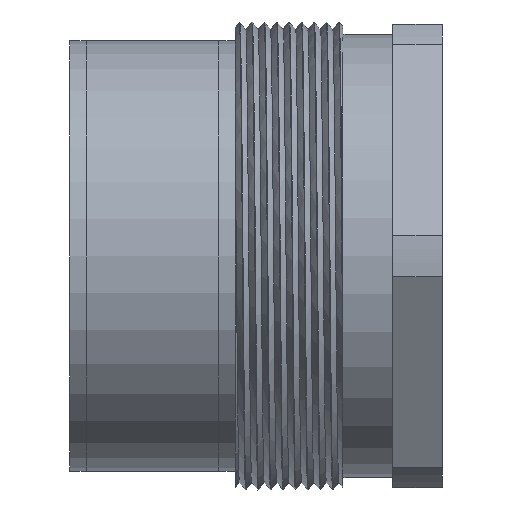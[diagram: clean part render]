
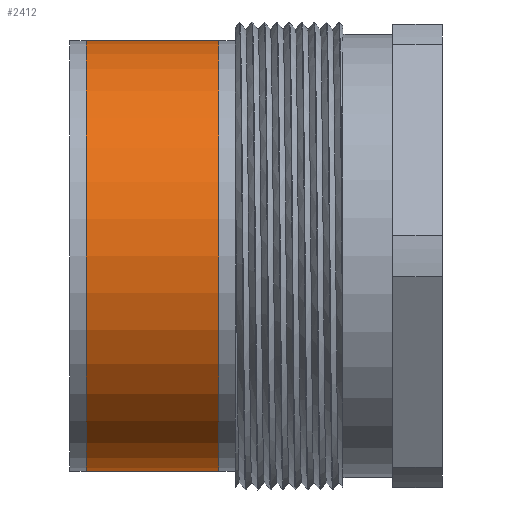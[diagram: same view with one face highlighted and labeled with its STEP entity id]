
A CAD part, left-side view. The second image highlights one B-rep face of the part: STEP entity #2412.
In plain terms, the highlighted cylindrical face has radius 13 mm (diameter 26 mm), a full revolution.
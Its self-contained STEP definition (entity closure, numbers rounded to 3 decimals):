
#6 = VERTEX_POINT ( 'NONE', #1292 ) ;
#38 = CYLINDRICAL_SURFACE ( 'NONE', #221, 13. ) ;
#44 = FACE_OUTER_BOUND ( 'NONE', #357, .T. ) ;
#46 = FACE_OUTER_BOUND ( 'NONE', #356, .T. ) ;
#57 = VERTEX_POINT ( 'NONE', #1295 ) ;
#188 = AXIS2_PLACEMENT_3D ( 'NONE', #1946, #1945, #1947 ) ;
#189 = CIRCLE ( 'NONE', #188, 13. ) ;
#195 = AXIS2_PLACEMENT_3D ( 'NONE', #1937, #1936, #1935 ) ;
#196 = CIRCLE ( 'NONE', #195, 13. ) ;
#221 = AXIS2_PLACEMENT_3D ( 'NONE', #883, #882, #1110 ) ;
#356 = EDGE_LOOP ( 'NONE', ( #404 ) ) ;
#357 = EDGE_LOOP ( 'NONE', ( #408 ) ) ;
#404 = ORIENTED_EDGE ( 'NONE', *, *, #2336, .F. ) ;
#408 = ORIENTED_EDGE ( 'NONE', *, *, #2339, .T. ) ;
#882 = DIRECTION ( 'NONE',  ( 0., -1., 0. ) ) ;
#883 = CARTESIAN_POINT ( 'NONE',  ( 0., 21.5, 0. ) ) ;
#1110 = DIRECTION ( 'NONE',  ( 0., 0., -1. ) ) ;
#1292 = CARTESIAN_POINT ( 'NONE',  ( 0., 13.5, 13. ) ) ;
#1295 = CARTESIAN_POINT ( 'NONE',  ( 0., 21.5, 13. ) ) ;
#1935 = DIRECTION ( 'NONE',  ( 0., 0., 1. ) ) ;
#1936 = DIRECTION ( 'NONE',  ( 0., 1., 0. ) ) ;
#1937 = CARTESIAN_POINT ( 'NONE',  ( 0., 21.5, 0. ) ) ;
#1945 = DIRECTION ( 'NONE',  ( 0., 1., 0. ) ) ;
#1946 = CARTESIAN_POINT ( 'NONE',  ( 0., 13.5, 0. ) ) ;
#1947 = DIRECTION ( 'NONE',  ( 0., 0., 1. ) ) ;
#2336 = EDGE_CURVE ( 'NONE', #57, #57, #196, .T. ) ;
#2339 = EDGE_CURVE ( 'NONE', #6, #6, #189, .T. ) ;
#2412 = ADVANCED_FACE ( 'NONE', ( #46, #44 ), #38, .T. ) ;
